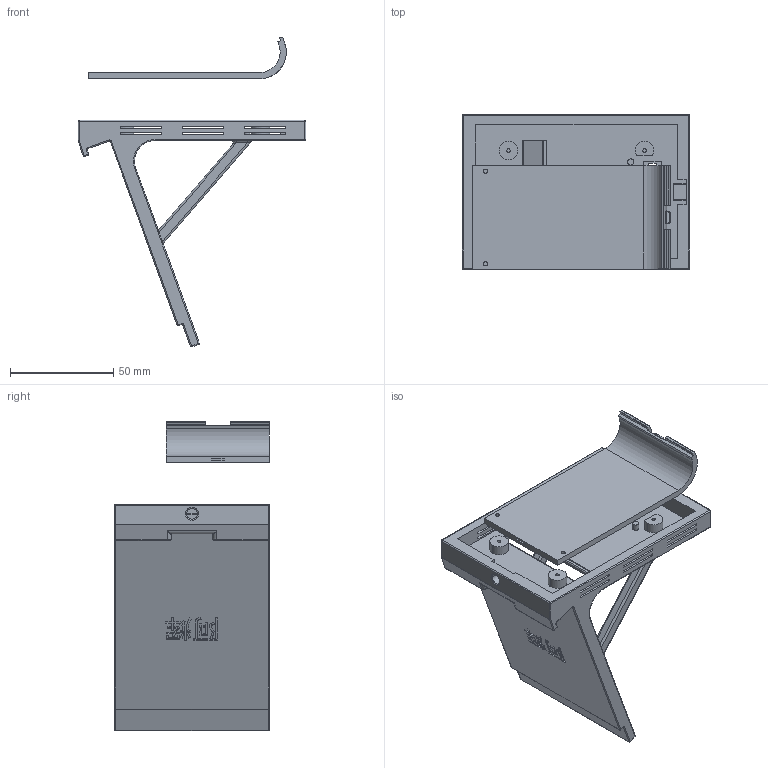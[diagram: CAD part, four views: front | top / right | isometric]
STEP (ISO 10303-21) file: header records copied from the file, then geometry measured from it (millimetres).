
FILE_DESCRIPTION (( 'STEP AP203' ), '1' );
FILE_NAME ('P60饜笭輸湖荂蚾饜.STEP', '2024-08-05T04:27:06', ( '' ), ( '' ), 'SwSTEP 2.0', 'SolidWorks 2022', '' );
FILE_SCHEMA (( 'CONFIG_CONTROL_DESIGN' ));
Length unit declared in the file: millimetre
Products named in the file (3): P60配重块打印装配; P60支架; P60线圈支架零件
Assembly tree (2 placements, depth 2):
  P60配重块打印装配
    P60线圈支架零件
    P60支架
Bounding box: 110.5 x 75 x 150.39 mm (x, y, z)
Volume: 92183.3 mm3; surface area: 58156.3 mm2
Topology: 2 solids, 2 shells, 481 faces, 1262 edges, 790 vertices
Faces by surface type: plane 226, cylinder 137, bspline 76, torus 23, sphere 19
Entity records: 17097 total; most frequent: CARTESIAN_POINT 5416, ORIENTED_EDGE 2486, DIRECTION 2157, EDGE_CURVE 1243, LINE 795, VECTOR 795, VERTEX_POINT 788, AXIS2_PLACEMENT_3D 681
